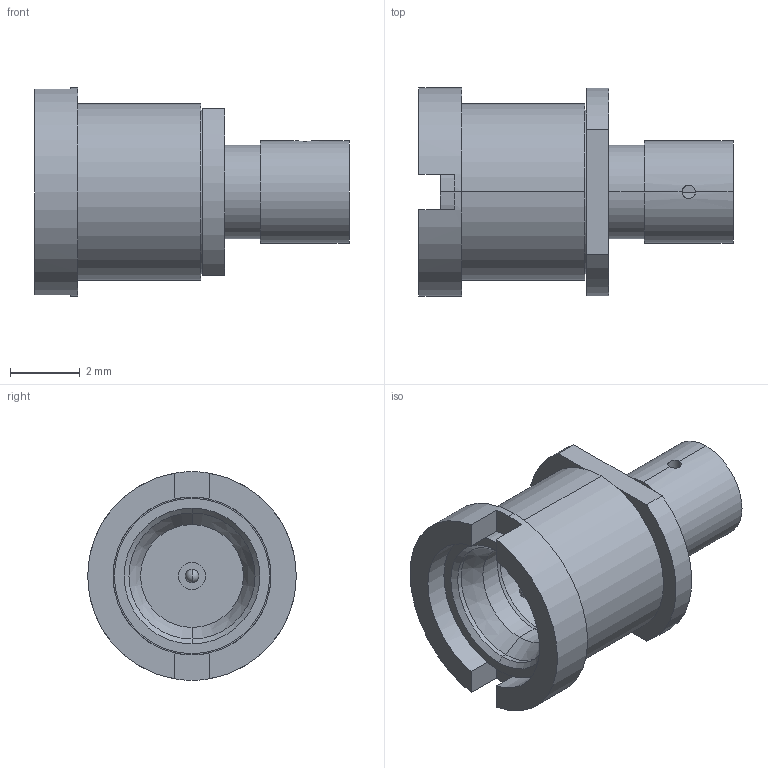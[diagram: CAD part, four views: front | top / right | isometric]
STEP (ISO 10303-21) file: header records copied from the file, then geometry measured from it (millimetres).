
FILE_DESCRIPTION (( 'STEP AP203' ), '1' );
FILE_NAME ('FMCN1244.step', '2019-02-26T23:50:00', ( '' ), ( '' ), 'SwSTEP 2.0', 'SolidWorks 2017', '' );
FILE_SCHEMA (( 'CONFIG_CONTROL_DESIGN' ));
Length unit declared in the file: inch
Products named in the file (1): FMCN1244
Bounding box: 8.99 x 5.97 x 5.97 mm (x, y, z)
Volume: 105.8 mm3; surface area: 261.8 mm2
Topology: 1 solids, 1 shells, 59 faces, 136 edges, 85 vertices
Faces by surface type: cylinder 30, plane 21, cone 6, sphere 2
Entity records: 1765 total; most frequent: DIRECTION 316, CARTESIAN_POINT 311, ORIENTED_EDGE 264, EDGE_CURVE 132, AXIS2_PLACEMENT_3D 128, VERTEX_POINT 83, EDGE_LOOP 69, CIRCLE 68
